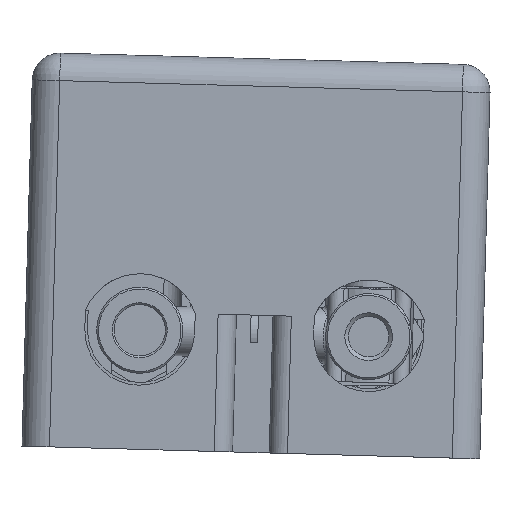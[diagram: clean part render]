
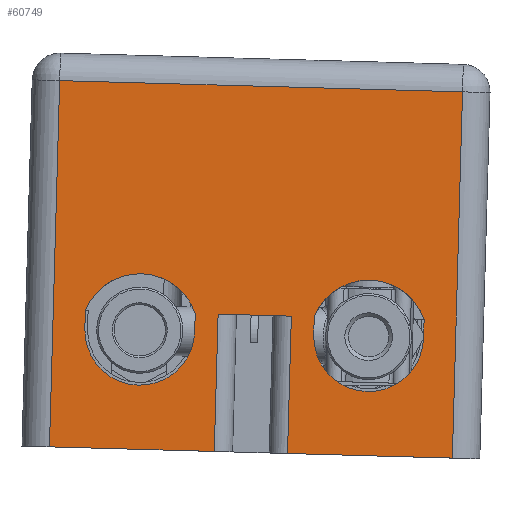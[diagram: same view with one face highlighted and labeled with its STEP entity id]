
A CAD part, front view. The second image highlights one B-rep face of the part: STEP entity #60749.
In plain terms, the highlighted planar face has unit normal (0, -1, 0).
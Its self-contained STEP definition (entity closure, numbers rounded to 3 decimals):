
#287=FACE_BOUND('',#20902,.T.);
#288=FACE_BOUND('',#20903,.T.);
#3687=LINE('',#89877,#9702);
#3787=LINE('',#90270,#9802);
#4518=LINE('',#97071,#10533);
#4547=LINE('',#97150,#10562);
#4573=LINE('',#97222,#10588);
#4574=LINE('',#97224,#10589);
#4578=LINE('',#97231,#10593);
#4579=LINE('',#97234,#10594);
#4582=LINE('',#97244,#10597);
#4583=LINE('',#97245,#10598);
#4584=LINE('',#97247,#10599);
#4585=LINE('',#97248,#10600);
#9702=VECTOR('',#69480,4.);
#9802=VECTOR('',#69802,22.);
#10533=VECTOR('',#71919,1.);
#10562=VECTOR('',#71996,1.);
#10588=VECTOR('',#72068,20.);
#10589=VECTOR('',#72071,1.);
#10593=VECTOR('',#72081,1.);
#10594=VECTOR('',#72084,20.);
#10597=VECTOR('',#72097,7.5);
#10598=VECTOR('',#72098,9.);
#10599=VECTOR('',#72099,9.);
#10600=VECTOR('',#72100,7.5);
#17512=FACE_OUTER_BOUND('',#20901,.T.);
#20901=EDGE_LOOP('',(#45884,#45885,#45886,#45887,#45888,#45889,#45890,#45891));
#20902=EDGE_LOOP('',(#45892,#45893,#45894,#45895));
#20903=EDGE_LOOP('',(#45896,#45897,#45898,#45899));
#23405=CIRCLE('',#63391,3.2);
#23410=CIRCLE('',#63405,3.2);
#23764=CIRCLE('',#64130,3.);
#23774=CIRCLE('',#64150,3.);
#26179=VERTEX_POINT('',#89873);
#26180=VERTEX_POINT('',#89875);
#26237=VERTEX_POINT('',#90152);
#26238=VERTEX_POINT('',#90154);
#26255=VERTEX_POINT('',#90200);
#26256=VERTEX_POINT('',#90202);
#26275=VERTEX_POINT('',#90262);
#26278=VERTEX_POINT('',#90269);
#27240=VERTEX_POINT('',#97069);
#27242=VERTEX_POINT('',#97075);
#27265=VERTEX_POINT('',#97143);
#27266=VERTEX_POINT('',#97145);
#27289=VERTEX_POINT('',#97220);
#27290=VERTEX_POINT('',#97233);
#27292=VERTEX_POINT('',#97243);
#27293=VERTEX_POINT('',#97246);
#32492=EDGE_CURVE('',#26180,#26179,#3687,.T.);
#32587=EDGE_CURVE('',#26238,#26237,#23405,.T.);
#32611=EDGE_CURVE('',#26256,#26255,#23410,.T.);
#32644=EDGE_CURVE('',#26275,#26278,#3787,.T.);
#34104=EDGE_CURVE('',#26237,#27240,#4518,.T.);
#34107=EDGE_CURVE('',#27240,#27242,#23764,.T.);
#34142=EDGE_CURVE('',#27266,#27265,#23774,.T.);
#34145=EDGE_CURVE('',#26255,#27266,#4547,.T.);
#34180=EDGE_CURVE('',#27289,#26275,#4573,.T.);
#34181=EDGE_CURVE('',#27242,#26238,#4574,.T.);
#34185=EDGE_CURVE('',#27265,#26256,#4578,.T.);
#34186=EDGE_CURVE('',#27290,#26278,#4579,.T.);
#34190=EDGE_CURVE('',#27292,#26180,#4582,.T.);
#34191=EDGE_CURVE('',#27290,#27292,#4583,.T.);
#34192=EDGE_CURVE('',#27293,#27289,#4584,.T.);
#34193=EDGE_CURVE('',#26179,#27293,#4585,.T.);
#45884=ORIENTED_EDGE('',*,*,#32492,.F.);
#45885=ORIENTED_EDGE('',*,*,#34190,.F.);
#45886=ORIENTED_EDGE('',*,*,#34191,.F.);
#45887=ORIENTED_EDGE('',*,*,#34186,.T.);
#45888=ORIENTED_EDGE('',*,*,#32644,.F.);
#45889=ORIENTED_EDGE('',*,*,#34180,.F.);
#45890=ORIENTED_EDGE('',*,*,#34192,.F.);
#45891=ORIENTED_EDGE('',*,*,#34193,.F.);
#45892=ORIENTED_EDGE('',*,*,#34104,.T.);
#45893=ORIENTED_EDGE('',*,*,#34107,.T.);
#45894=ORIENTED_EDGE('',*,*,#34181,.T.);
#45895=ORIENTED_EDGE('',*,*,#32587,.T.);
#45896=ORIENTED_EDGE('',*,*,#32611,.T.);
#45897=ORIENTED_EDGE('',*,*,#34145,.T.);
#45898=ORIENTED_EDGE('',*,*,#34142,.T.);
#45899=ORIENTED_EDGE('',*,*,#34185,.T.);
#58236=PLANE('',#64184);
#60749=ADVANCED_FACE('',(#17512,#287,#288),#58236,.T.);
#63391=AXIS2_PLACEMENT_3D('',#90155,#69683,#69684);
#63405=AXIS2_PLACEMENT_3D('',#90203,#69727,#69728);
#64130=AXIS2_PLACEMENT_3D('',#97077,#71925,#71926);
#64150=AXIS2_PLACEMENT_3D('',#97146,#71990,#71991);
#64184=AXIS2_PLACEMENT_3D('',#97242,#72095,#72096);
#69480=DIRECTION('',(-1.,0.,0.028));
#69683=DIRECTION('center_axis',(0.,1.,0.));
#69684=DIRECTION('ref_axis',(-0.927,0.,0.374));
#69727=DIRECTION('center_axis',(0.,1.,0.));
#69728=DIRECTION('ref_axis',(0.947,0.,0.322));
#69802=DIRECTION('',(1.,0.,-0.028));
#71919=DIRECTION('',(-0.028,0.,-1.));
#71925=DIRECTION('center_axis',(0.,1.,0.));
#71926=DIRECTION('ref_axis',(-1.,0.,0.028));
#71990=DIRECTION('center_axis',(0.,1.,0.));
#71991=DIRECTION('ref_axis',(1.,0.,-0.028));
#71996=DIRECTION('',(-0.028,0.,-1.));
#72068=DIRECTION('',(0.028,0.,1.));
#72071=DIRECTION('',(0.028,0.,1.));
#72081=DIRECTION('',(0.028,0.,1.));
#72084=DIRECTION('',(0.028,0.,1.));
#72095=DIRECTION('center_axis',(0.,-1.,0.));
#72096=DIRECTION('ref_axis',(-0.028,0.,-1.));
#72097=DIRECTION('',(0.028,0.,1.));
#72098=DIRECTION('',(-1.,0.,0.028));
#72099=DIRECTION('',(-1.,0.,0.028));
#72100=DIRECTION('',(-0.028,0.,-1.));
#89873=CARTESIAN_POINT('',(-11.481,-21.703,52.426));
#89875=CARTESIAN_POINT('',(-7.483,-21.703,52.315));
#89877=CARTESIAN_POINT('',(3.013,-21.703,52.021));
#90152=CARTESIAN_POINT('',(-12.731,-21.703,52.461));
#90154=CARTESIAN_POINT('',(-18.728,-21.703,52.629));
#90155=CARTESIAN_POINT('Origin',(-15.761,-21.703,51.432));
#90200=CARTESIAN_POINT('',(-0.235,-21.703,52.112));
#90202=CARTESIAN_POINT('',(-6.233,-21.703,52.28));
#90203=CARTESIAN_POINT('Origin',(-3.265,-21.703,51.083));
#90262=CARTESIAN_POINT('',(-20.129,-21.703,65.173));
#90269=CARTESIAN_POINT('',(1.863,-21.703,64.558));
#90270=CARTESIAN_POINT('',(-2.885,-21.703,64.691));
#97069=CARTESIAN_POINT('',(-12.759,-21.703,51.462));
#97071=CARTESIAN_POINT('',(-12.849,-21.703,48.213));
#97075=CARTESIAN_POINT('',(-18.756,-21.703,51.629));
#97077=CARTESIAN_POINT('Origin',(-15.757,-21.703,51.545));
#97143=CARTESIAN_POINT('',(-6.261,-21.703,51.28));
#97145=CARTESIAN_POINT('',(-0.263,-21.703,51.113));
#97146=CARTESIAN_POINT('Origin',(-3.262,-21.703,51.196));
#97150=CARTESIAN_POINT('',(-0.326,-21.703,48.863));
#97220=CARTESIAN_POINT('',(-20.687,-21.703,45.18));
#97222=CARTESIAN_POINT('',(-20.687,-21.703,45.18));
#97224=CARTESIAN_POINT('',(-18.819,-21.703,49.38));
#97231=CARTESIAN_POINT('',(-6.352,-21.703,48.031));
#97233=CARTESIAN_POINT('',(1.304,-21.703,44.566));
#97234=CARTESIAN_POINT('',(1.304,-21.703,44.566));
#97242=CARTESIAN_POINT('Origin',(1.304,-21.703,44.566));
#97243=CARTESIAN_POINT('',(-7.692,-21.703,44.817));
#97244=CARTESIAN_POINT('',(-7.573,-21.703,49.066));
#97245=CARTESIAN_POINT('',(1.304,-21.703,44.566));
#97246=CARTESIAN_POINT('',(-11.69,-21.703,44.929));
#97247=CARTESIAN_POINT('',(1.304,-21.703,44.566));
#97248=CARTESIAN_POINT('',(-11.572,-21.703,49.178));
